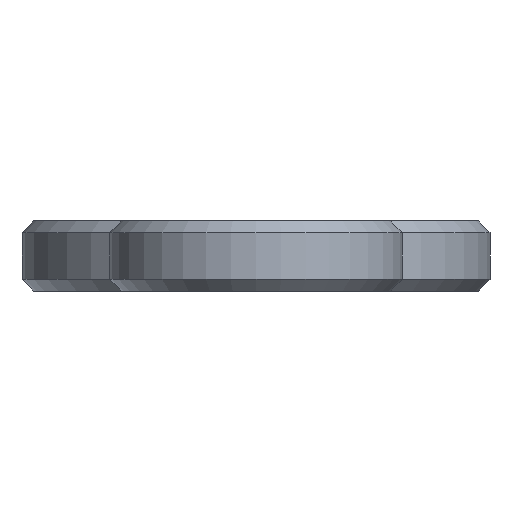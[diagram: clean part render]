
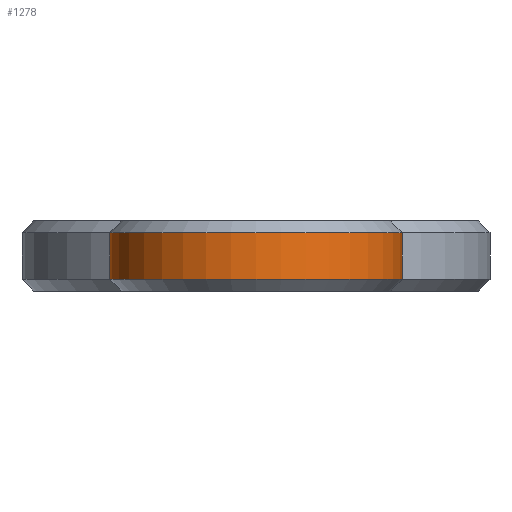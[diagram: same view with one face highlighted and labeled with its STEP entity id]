
A CAD part, front view. The second image highlights one B-rep face of the part: STEP entity #1278.
In plain terms, the highlighted cylindrical face has radius 12.5 mm (diameter 25 mm), a partial arc.
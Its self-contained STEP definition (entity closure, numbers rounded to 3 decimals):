
#6 = EDGE_CURVE ( 'NONE', #1443, #398, #1508, .T. ) ;
#16 = VECTOR ( 'NONE', #1486, 1000. ) ;
#211 = CARTESIAN_POINT ( 'NONE',  ( 0., -75., 6. ) ) ;
#220 = ORIENTED_EDGE ( 'NONE', *, *, #2360, .T. ) ;
#284 = CARTESIAN_POINT ( 'NONE',  ( -12.5, -75., 5. ) ) ;
#398 = VERTEX_POINT ( 'NONE', #2055 ) ;
#630 = AXIS2_PLACEMENT_3D ( 'NONE', #211, #993, #1120 ) ;
#665 = VERTEX_POINT ( 'NONE', #733 ) ;
#687 = CARTESIAN_POINT ( 'NONE',  ( 12.5, -75., 6. ) ) ;
#733 = CARTESIAN_POINT ( 'NONE',  ( 12.5, -75., 5. ) ) ;
#795 = DIRECTION ( 'NONE',  ( 0., 0., -1. ) ) ;
#812 = FACE_OUTER_BOUND ( 'NONE', #2478, .T. ) ;
#867 = CARTESIAN_POINT ( 'NONE',  ( 0., -75., 1. ) ) ;
#896 = VERTEX_POINT ( 'NONE', #284 ) ;
#949 = LINE ( 'NONE', #1755, #1522 ) ;
#993 = DIRECTION ( 'NONE',  ( 0., 0., -1. ) ) ;
#1102 = AXIS2_PLACEMENT_3D ( 'NONE', #1491, #1665, #2306 ) ;
#1120 = DIRECTION ( 'NONE',  ( -1., 0., 0. ) ) ;
#1208 = DIRECTION ( 'NONE',  ( 0., 0., 1. ) ) ;
#1278 = ADVANCED_FACE ( 'NONE', ( #812 ), #2007, .T. ) ;
#1443 = VERTEX_POINT ( 'NONE', #1973 ) ;
#1486 = DIRECTION ( 'NONE',  ( 0., 0., -1. ) ) ;
#1491 = CARTESIAN_POINT ( 'NONE',  ( 0., -75., 5. ) ) ;
#1508 = CIRCLE ( 'NONE', #2534, 12.5 ) ;
#1522 = VECTOR ( 'NONE', #795, 1000. ) ;
#1665 = DIRECTION ( 'NONE',  ( 0., 0., -1. ) ) ;
#1755 = CARTESIAN_POINT ( 'NONE',  ( -12.5, -75., 6. ) ) ;
#1784 = EDGE_CURVE ( 'NONE', #665, #398, #2502, .T. ) ;
#1973 = CARTESIAN_POINT ( 'NONE',  ( -12.5, -75., 1. ) ) ;
#2005 = ORIENTED_EDGE ( 'NONE', *, *, #1784, .F. ) ;
#2007 = CYLINDRICAL_SURFACE ( 'NONE', #630, 12.5 ) ;
#2055 = CARTESIAN_POINT ( 'NONE',  ( 12.5, -75., 1. ) ) ;
#2169 = ORIENTED_EDGE ( 'NONE', *, *, #2431, .T. ) ;
#2306 = DIRECTION ( 'NONE',  ( 1., 0., 0. ) ) ;
#2360 = EDGE_CURVE ( 'NONE', #896, #1443, #949, .T. ) ;
#2431 = EDGE_CURVE ( 'NONE', #665, #896, #2464, .T. ) ;
#2446 = DIRECTION ( 'NONE',  ( 1., 0., 0. ) ) ;
#2464 = CIRCLE ( 'NONE', #1102, 12.5 ) ;
#2478 = EDGE_LOOP ( 'NONE', ( #2005, #2169, #220, #2560 ) ) ;
#2502 = LINE ( 'NONE', #687, #16 ) ;
#2534 = AXIS2_PLACEMENT_3D ( 'NONE', #867, #1208, #2446 ) ;
#2560 = ORIENTED_EDGE ( 'NONE', *, *, #6, .T. ) ;
